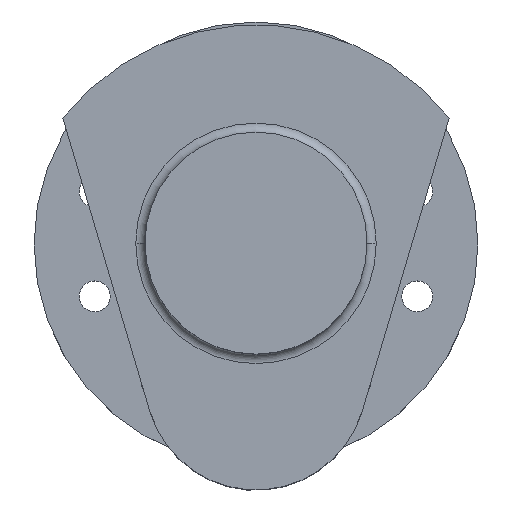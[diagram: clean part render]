
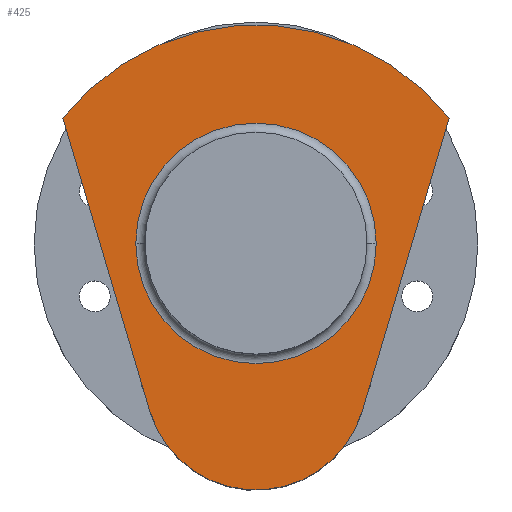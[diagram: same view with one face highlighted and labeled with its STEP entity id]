
A CAD part, top view. The second image highlights one B-rep face of the part: STEP entity #425.
In plain terms, the highlighted planar face has unit normal (0, 0, 1).
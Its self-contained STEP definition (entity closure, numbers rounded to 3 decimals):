
#4 = EDGE_LOOP ( 'NONE', ( #627, #1362, #222, #877 ) ) ;
#6 = CARTESIAN_POINT ( 'NONE',  ( 46.5, -13.774, -327. ) ) ;
#34 = CARTESIAN_POINT ( 'NONE',  ( -39., 0., -327. ) ) ;
#56 = VERTEX_POINT ( 'NONE', #918 ) ;
#67 = DIRECTION ( 'NONE',  ( 1., 0., 0. ) ) ;
#73 = PLANE ( 'NONE',  #784 ) ;
#95 = VERTEX_POINT ( 'NONE', #511 ) ;
#138 = CARTESIAN_POINT ( 'NONE',  ( 0., 0., -327. ) ) ;
#147 = ORIENTED_EDGE ( 'NONE', *, *, #1496, .T. ) ;
#159 = CIRCLE ( 'NONE', #611, 39. ) ;
#222 = ORIENTED_EDGE ( 'NONE', *, *, #1218, .T. ) ;
#306 = CARTESIAN_POINT ( 'NONE',  ( -34.518, -54.225, -327. ) ) ;
#332 = FACE_OUTER_BOUND ( 'NONE', #4, .T. ) ;
#351 = VECTOR ( 'NONE', #667, 1000. ) ;
#387 = DIRECTION ( 'NONE',  ( 1., 0., 0. ) ) ;
#410 = DIRECTION ( 'NONE',  ( 0., 0., -1. ) ) ;
#417 = CARTESIAN_POINT ( 'NONE',  ( -62.617, 40.639, -327. ) ) ;
#425 = ADVANCED_FACE ( 'NONE', ( #1255, #332 ), #73, .T. ) ;
#465 = DIRECTION ( 'NONE',  ( 1., 0., 0. ) ) ;
#469 = DIRECTION ( 'NONE',  ( 0., 0., -1. ) ) ;
#489 = VERTEX_POINT ( 'NONE', #417 ) ;
#490 = CARTESIAN_POINT ( 'NONE',  ( 0., -44., -327. ) ) ;
#507 = EDGE_CURVE ( 'NONE', #489, #1656, #558, .T. ) ;
#511 = CARTESIAN_POINT ( 'NONE',  ( 34.518, -54.225, -327. ) ) ;
#517 = CIRCLE ( 'NONE', #1481, 80. ) ;
#558 = LINE ( 'NONE', #1086, #351 ) ;
#598 = CARTESIAN_POINT ( 'NONE',  ( 0., 0., -327. ) ) ;
#611 = AXIS2_PLACEMENT_3D ( 'NONE', #706, #469, #67 ) ;
#627 = ORIENTED_EDGE ( 'NONE', *, *, #1628, .F. ) ;
#655 = AXIS2_PLACEMENT_3D ( 'NONE', #490, #759, #387 ) ;
#667 = DIRECTION ( 'NONE',  ( 0.284, -0.959, 0. ) ) ;
#706 = CARTESIAN_POINT ( 'NONE',  ( 0., 0., -327. ) ) ;
#707 = DIRECTION ( 'NONE',  ( 0., 0., -1. ) ) ;
#709 = VECTOR ( 'NONE', #1581, 1000. ) ;
#716 = CIRCLE ( 'NONE', #1212, 39. ) ;
#758 = VERTEX_POINT ( 'NONE', #952 ) ;
#759 = DIRECTION ( 'NONE',  ( 0., 0., 1. ) ) ;
#784 = AXIS2_PLACEMENT_3D ( 'NONE', #598, #1650, #465 ) ;
#877 = ORIENTED_EDGE ( 'NONE', *, *, #1301, .F. ) ;
#918 = CARTESIAN_POINT ( 'NONE',  ( 39., 0., -327. ) ) ;
#949 = DIRECTION ( 'NONE',  ( 1., 0., 0. ) ) ;
#952 = CARTESIAN_POINT ( 'NONE',  ( 62.617, 40.639, -327. ) ) ;
#1063 = EDGE_CURVE ( 'NONE', #56, #1688, #159, .T. ) ;
#1086 = CARTESIAN_POINT ( 'NONE',  ( -46.5, -13.774, -327. ) ) ;
#1183 = EDGE_LOOP ( 'NONE', ( #1707, #147 ) ) ;
#1191 = LINE ( 'NONE', #6, #709 ) ;
#1212 = AXIS2_PLACEMENT_3D ( 'NONE', #138, #410, #949 ) ;
#1218 = EDGE_CURVE ( 'NONE', #1656, #95, #1545, .T. ) ;
#1237 = CARTESIAN_POINT ( 'NONE',  ( 0., -9.151, -327. ) ) ;
#1255 = FACE_BOUND ( 'NONE', #1183, .T. ) ;
#1301 = EDGE_CURVE ( 'NONE', #758, #95, #1191, .T. ) ;
#1362 = ORIENTED_EDGE ( 'NONE', *, *, #507, .T. ) ;
#1481 = AXIS2_PLACEMENT_3D ( 'NONE', #1237, #707, #1614 ) ;
#1496 = EDGE_CURVE ( 'NONE', #1688, #56, #716, .T. ) ;
#1545 = CIRCLE ( 'NONE', #655, 36. ) ;
#1581 = DIRECTION ( 'NONE',  ( -0.284, -0.959, 0. ) ) ;
#1614 = DIRECTION ( 'NONE',  ( 1., 0., 0. ) ) ;
#1628 = EDGE_CURVE ( 'NONE', #489, #758, #517, .T. ) ;
#1650 = DIRECTION ( 'NONE',  ( 0., 0., 1. ) ) ;
#1656 = VERTEX_POINT ( 'NONE', #306 ) ;
#1688 = VERTEX_POINT ( 'NONE', #34 ) ;
#1707 = ORIENTED_EDGE ( 'NONE', *, *, #1063, .T. ) ;
